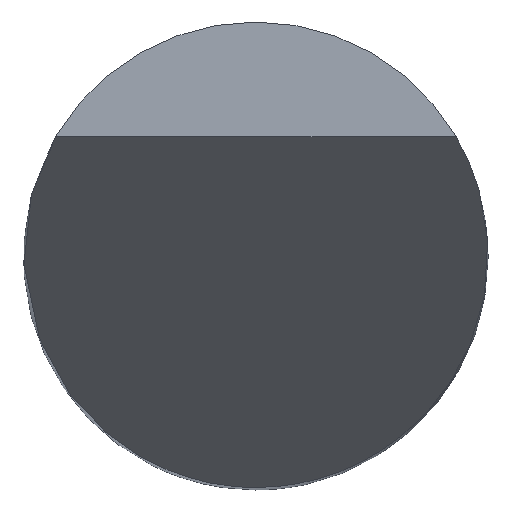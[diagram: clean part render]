
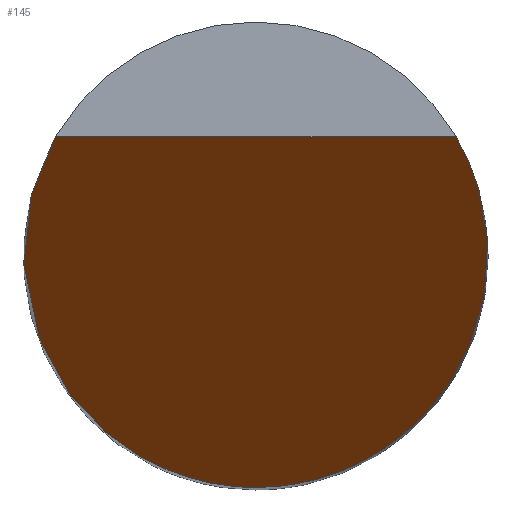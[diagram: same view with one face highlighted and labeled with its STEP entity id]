
A CAD part, top view. The second image highlights one B-rep face of the part: STEP entity #145.
In plain terms, the highlighted planar face has unit normal (0, -0.866, 0.5).
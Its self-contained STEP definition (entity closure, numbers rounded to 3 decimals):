
#58=PLANE('',#876);
#94=LINE('',#1391,#121);
#121=VECTOR('',#988,1.);
#145=ADVANCED_FACE('',(#201),#58,.F.);
#201=FACE_OUTER_BOUND('',#247,.T.);
#247=EDGE_LOOP('',(#379,#380,#381));
#379=ORIENTED_EDGE('',*,*,#647,.T.);
#380=ORIENTED_EDGE('',*,*,#684,.T.);
#381=ORIENTED_EDGE('',*,*,#685,.T.);
#567=VERTEX_POINT('',#1204);
#568=VERTEX_POINT('',#1209);
#595=VERTEX_POINT('',#1385);
#647=EDGE_CURVE('',#568,#567,#813,.T.);
#684=EDGE_CURVE('',#567,#595,#818,.T.);
#685=EDGE_CURVE('',#595,#568,#94,.T.);
#813=(
BOUNDED_CURVE()
B_SPLINE_CURVE(3,(#1205,#1206,#1207,#1208),.UNSPECIFIED.,.F.,.F.)
B_SPLINE_CURVE_WITH_KNOTS((4,4),(0.,1.),.UNSPECIFIED.)
CURVE()
GEOMETRIC_REPRESENTATION_ITEM()
RATIONAL_B_SPLINE_CURVE((1.,0.665,0.665,1.))
REPRESENTATION_ITEM('')
);
#818=(
BOUNDED_CURVE()
B_SPLINE_CURVE(3,(#1386,#1387,#1388,#1389),.UNSPECIFIED.,.F.,.F.)
B_SPLINE_CURVE_WITH_KNOTS((4,4),(0.,1.),.UNSPECIFIED.)
CURVE()
GEOMETRIC_REPRESENTATION_ITEM()
RATIONAL_B_SPLINE_CURVE((1.,0.665,0.665,1.))
REPRESENTATION_ITEM('')
);
#876=AXIS2_PLACEMENT_3D('',#1393,#991,#992);
#988=DIRECTION('',(-1.,0.,0.));
#991=DIRECTION('',(0.,0.866,-0.5));
#992=DIRECTION('',(0.,0.5,0.866));
#1204=CARTESIAN_POINT('',(0.,-2.,-3.464));
#1205=CARTESIAN_POINT('',(-1.726,1.01,1.75));
#1206=CARTESIAN_POINT('',(-2.605,-0.491,-0.85));
#1207=CARTESIAN_POINT('',(-1.74,-2.,-3.464));
#1208=CARTESIAN_POINT('',(0.,-2.,-3.464));
#1209=CARTESIAN_POINT('',(-1.726,1.01,1.75));
#1385=CARTESIAN_POINT('',(1.726,1.01,1.75));
#1386=CARTESIAN_POINT('',(0.,-2.,-3.464));
#1387=CARTESIAN_POINT('',(1.74,-2.,-3.464));
#1388=CARTESIAN_POINT('',(2.605,-0.491,-0.85));
#1389=CARTESIAN_POINT('',(1.726,1.01,1.75));
#1391=CARTESIAN_POINT('',(0.,1.01,1.75));
#1393=CARTESIAN_POINT('',(2.,-2.,-3.464));
